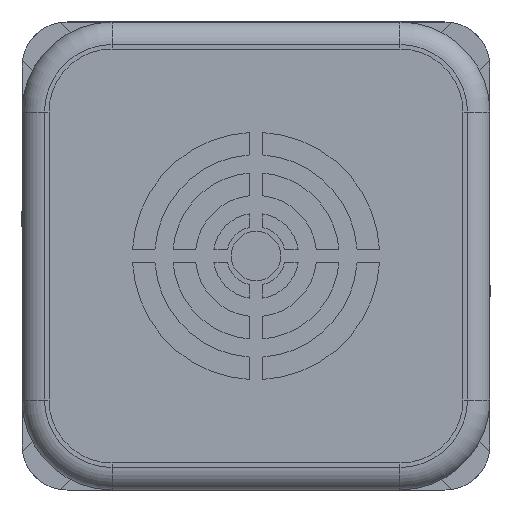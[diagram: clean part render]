
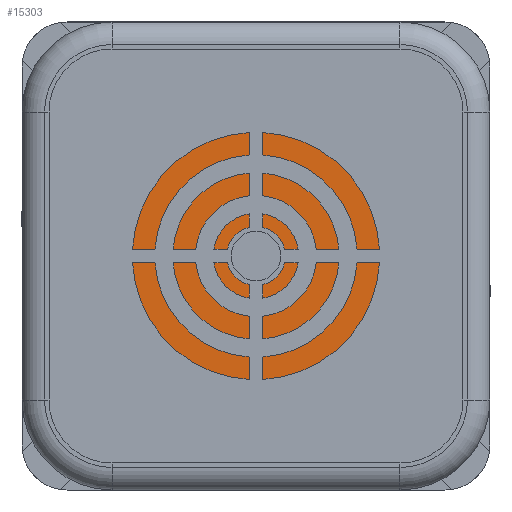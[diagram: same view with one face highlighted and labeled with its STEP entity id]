
A CAD part, front view. The second image highlights one B-rep face of the part: STEP entity #15303.
In plain terms, the highlighted planar face has unit normal (0, -1, 0).
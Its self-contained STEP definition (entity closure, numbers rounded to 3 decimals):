
#622 = AXIS2_PLACEMENT_3D ( 'NONE', #20420, #10793, #1411 ) ;
#663 = CARTESIAN_POINT ( 'NONE',  ( 0., 0., 46.5 ) ) ;
#749 = EDGE_CURVE ( 'NONE', #18660, #4041, #4780, .T. ) ;
#1411 = DIRECTION ( 'NONE',  ( 0., 0., 1. ) ) ;
#2074 = AXIS2_PLACEMENT_3D ( 'NONE', #9316, #10737, #10792 ) ;
#2177 = CIRCLE ( 'NONE', #5621, 46.5 ) ;
#2340 = CARTESIAN_POINT ( 'NONE',  ( 0., 0., 0. ) ) ;
#2885 = DIRECTION ( 'NONE',  ( 0., -1., 0. ) ) ;
#3342 = ORIENTED_EDGE ( 'NONE', *, *, #17846, .T. ) ;
#3368 = AXIS2_PLACEMENT_3D ( 'NONE', #13063, #6711, #17924 ) ;
#3575 = PLANE ( 'NONE',  #3368 ) ;
#3883 = DIRECTION ( 'NONE',  ( 0., 0., 1. ) ) ;
#4041 = VERTEX_POINT ( 'NONE', #17345 ) ;
#4780 = CIRCLE ( 'NONE', #2074, 6. ) ;
#5621 = AXIS2_PLACEMENT_3D ( 'NONE', #12355, #2885, #13972 ) ;
#6711 = DIRECTION ( 'NONE',  ( 0., 1., 0. ) ) ;
#8255 = FACE_BOUND ( 'NONE', #15189, .T. ) ;
#8314 = EDGE_LOOP ( 'NONE', ( #19652, #3342 ) ) ;
#9316 = CARTESIAN_POINT ( 'NONE',  ( 0., 0., 0. ) ) ;
#9894 = VERTEX_POINT ( 'NONE', #663 ) ;
#10027 = AXIS2_PLACEMENT_3D ( 'NONE', #2340, #13382, #3883 ) ;
#10534 = ORIENTED_EDGE ( 'NONE', *, *, #749, .T. ) ;
#10737 = DIRECTION ( 'NONE',  ( 0., 1., 0. ) ) ;
#10792 = DIRECTION ( 'NONE',  ( 0., 0., 1. ) ) ;
#10793 = DIRECTION ( 'NONE',  ( 0., 1., 0. ) ) ;
#12355 = CARTESIAN_POINT ( 'NONE',  ( 0., 0., 0. ) ) ;
#12453 = CARTESIAN_POINT ( 'NONE',  ( 0., 0., -46.5 ) ) ;
#12518 = FACE_OUTER_BOUND ( 'NONE', #8314, .T. ) ;
#13058 = CIRCLE ( 'NONE', #10027, 46.5 ) ;
#13063 = CARTESIAN_POINT ( 'NONE',  ( 0., 0., 0. ) ) ;
#13144 = CIRCLE ( 'NONE', #622, 6. ) ;
#13382 = DIRECTION ( 'NONE',  ( 0., -1., 0. ) ) ;
#13972 = DIRECTION ( 'NONE',  ( 0., 0., 1. ) ) ;
#15189 = EDGE_LOOP ( 'NONE', ( #10534, #19805 ) ) ;
#15303 = ADVANCED_FACE ( 'NONE', ( #8255, #12518 ), #3575, .F. ) ;
#17135 = CARTESIAN_POINT ( 'NONE',  ( 0., 0., 6. ) ) ;
#17345 = CARTESIAN_POINT ( 'NONE',  ( 0., 0., -6. ) ) ;
#17394 = VERTEX_POINT ( 'NONE', #12453 ) ;
#17846 = EDGE_CURVE ( 'NONE', #17394, #9894, #13058, .T. ) ;
#17924 = DIRECTION ( 'NONE',  ( 0., 0., 1. ) ) ;
#18660 = VERTEX_POINT ( 'NONE', #17135 ) ;
#18685 = EDGE_CURVE ( 'NONE', #9894, #17394, #2177, .T. ) ;
#19652 = ORIENTED_EDGE ( 'NONE', *, *, #18685, .T. ) ;
#19805 = ORIENTED_EDGE ( 'NONE', *, *, #19875, .T. ) ;
#19875 = EDGE_CURVE ( 'NONE', #4041, #18660, #13144, .T. ) ;
#20420 = CARTESIAN_POINT ( 'NONE',  ( 0., 0., 0. ) ) ;
